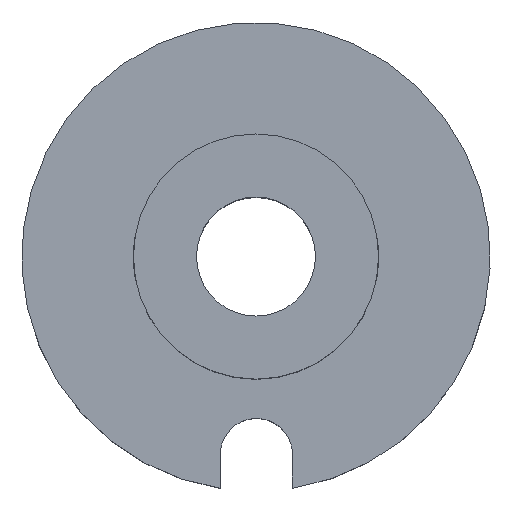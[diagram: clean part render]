
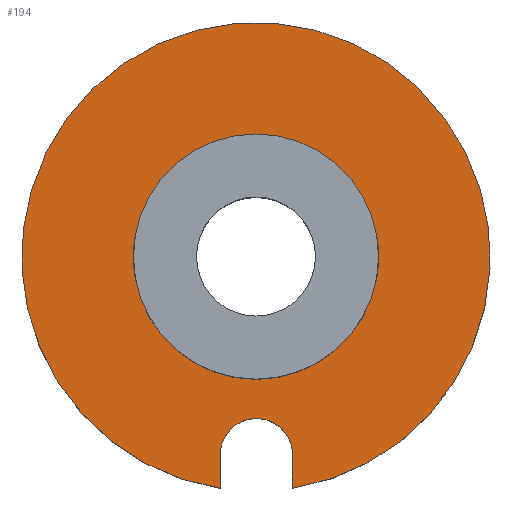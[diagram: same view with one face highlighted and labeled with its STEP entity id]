
A CAD part, top view. The second image highlights one B-rep face of the part: STEP entity #194.
In plain terms, the highlighted planar face has unit normal (0, 0, 1).
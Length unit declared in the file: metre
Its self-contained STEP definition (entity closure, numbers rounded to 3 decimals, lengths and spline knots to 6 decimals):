
#15=LINE('',#357,#25);
#16=LINE('',#360,#26);
#17=LINE('',#364,#27);
#25=VECTOR('',#260,1.);
#26=VECTOR('',#261,1.);
#27=VECTOR('',#264,1.);
#55=ORIENTED_EDGE('',*,*,#101,.T.);
#56=ORIENTED_EDGE('',*,*,#102,.T.);
#57=ORIENTED_EDGE('',*,*,#103,.T.);
#58=ORIENTED_EDGE('',*,*,#104,.T.);
#59=ORIENTED_EDGE('',*,*,#105,.T.);
#60=ORIENTED_EDGE('',*,*,#106,.F.);
#101=EDGE_CURVE('',#124,#125,#15,.T.);
#102=EDGE_CURVE('',#125,#126,#16,.T.);
#103=EDGE_CURVE('',#126,#127,#135,.T.);
#104=EDGE_CURVE('',#127,#128,#17,.T.);
#105=EDGE_CURVE('',#128,#124,#136,.T.);
#106=EDGE_CURVE('',#129,#129,#137,.T.);
#124=VERTEX_POINT('',#358);
#125=VERTEX_POINT('',#359);
#126=VERTEX_POINT('',#361);
#127=VERTEX_POINT('',#363);
#128=VERTEX_POINT('',#365);
#129=VERTEX_POINT('',#368);
#135=CIRCLE('',#225,0.0065);
#136=CIRCLE('',#226,0.001);
#137=CIRCLE('',#227,0.0034);
#146=EDGE_LOOP('',(#55,#56,#57,#58,#59));
#147=EDGE_LOOP('',(#60));
#169=FACE_BOUND('',#146,.T.);
#170=FACE_BOUND('',#147,.T.);
#186=PLANE('',#224);
#194=ADVANCED_FACE('',(#169,#170),#186,.T.);
#224=AXIS2_PLACEMENT_3D('',#356,#258,#259);
#225=AXIS2_PLACEMENT_3D('',#362,#262,#263);
#226=AXIS2_PLACEMENT_3D('',#366,#265,#266);
#227=AXIS2_PLACEMENT_3D('',#367,#267,#268);
#258=DIRECTION('',(0.,0.,1.));
#259=DIRECTION('',(1.,0.,0.));
#260=DIRECTION('',(1.,0.,0.));
#261=DIRECTION('',(0.,-1.,0.));
#262=DIRECTION('',(0.,0.,1.));
#263=DIRECTION('',(1.,0.,0.));
#264=DIRECTION('',(0.,1.,0.));
#265=DIRECTION('',(0.,0.,-1.));
#266=DIRECTION('',(1.,0.,0.));
#267=DIRECTION('',(0.,0.,1.));
#268=DIRECTION('',(1.,0.,0.));
#356=CARTESIAN_POINT('',(0.,0.000038,0.003));
#357=CARTESIAN_POINT('',(-0.000987,-0.005482,0.003));
#358=CARTESIAN_POINT('',(0.001012,-0.005482,0.003));
#359=CARTESIAN_POINT('',(0.001013,-0.005482,0.003));
#360=CARTESIAN_POINT('',(0.001013,-0.005482,0.003));
#361=CARTESIAN_POINT('',(0.001013,-0.006421,0.003));
#362=CARTESIAN_POINT('',(0.,0.,0.003));
#363=CARTESIAN_POINT('',(-0.000988,-0.006425,0.003));
#364=CARTESIAN_POINT('',(-0.000988,0.000038,0.003));
#365=CARTESIAN_POINT('',(-0.000987,-0.005519,0.003));
#366=CARTESIAN_POINT('',(0.000012,-0.005482,0.003));
#367=CARTESIAN_POINT('',(0.,0.,0.003));
#368=CARTESIAN_POINT('',(0.0034,0.,0.003));
